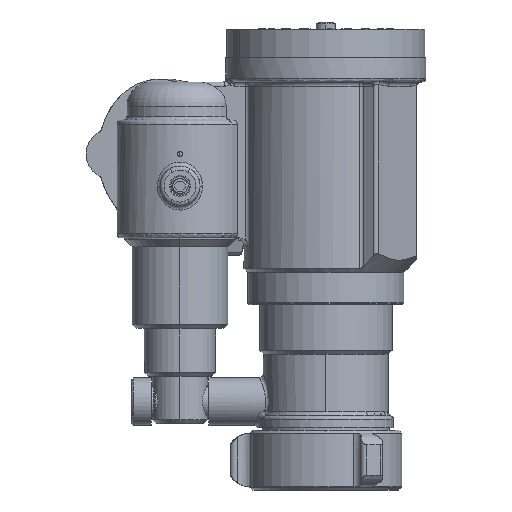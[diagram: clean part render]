
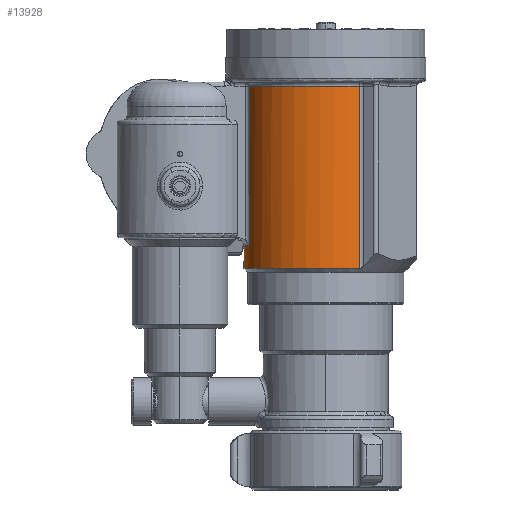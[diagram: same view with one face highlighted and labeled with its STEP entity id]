
A CAD part, left-side view. The second image highlights one B-rep face of the part: STEP entity #13928.
In plain terms, the highlighted cylindrical face has radius 32.544 mm (diameter 65.087 mm), a partial arc.
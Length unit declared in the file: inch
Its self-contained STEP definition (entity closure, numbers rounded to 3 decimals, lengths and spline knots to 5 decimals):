
#10420=CARTESIAN_POINT('',(0.,0.,0.39651));
#10421=DIRECTION('',(0.,0.,-1.));
#10422=DIRECTION('',(0.,1.,0.));
#10423=AXIS2_PLACEMENT_3D('',#10420,#10421,#10422);
#10425=CARTESIAN_POINT('',(1.20077,0.44695,
0.39651));
#10426=CARTESIAN_POINT('',(1.20077,0.44695,
1.34697));
#10427=CARTESIAN_POINT('',(1.20069,0.44715,
2.29742));
#10428=CARTESIAN_POINT('',(1.20069,0.44715,3.24788));
#10430=CARTESIAN_POINT('',(0.,0.,3.24788));
#10431=DIRECTION('',(0.,0.,-1.));
#10432=DIRECTION('',(0.349,0.937,0.));
#10433=AXIS2_PLACEMENT_3D('',#10430,#10431,#10432);
#10435=CARTESIAN_POINT('',(0.44695,1.20077,0.7475));
#10436=CARTESIAN_POINT('',(0.44695,1.20077,
1.58096));
#10437=CARTESIAN_POINT('',(0.44714,1.20069,
2.41442));
#10438=CARTESIAN_POINT('',(0.44714,1.20069,3.24788));
#10440=CARTESIAN_POINT('',(-0.44715,1.20069,3.24788));
#10441=CARTESIAN_POINT('',(-0.44715,1.20069,
2.41442));
#10442=CARTESIAN_POINT('',(-0.44695,1.20077,
1.58096));
#10443=CARTESIAN_POINT('',(-0.44695,1.20077,0.7475));
#10445=CARTESIAN_POINT('',(0.,0.,3.24788));
#10446=DIRECTION('',(0.,0.,-1.));
#10447=DIRECTION('',(-0.912,-0.41,0.));
#10448=AXIS2_PLACEMENT_3D('',#10445,#10446,#10447);
#10450=DIRECTION('',(0.,0.,-1.));
#10451=VECTOR('',#10450,2.85136);
#10452=CARTESIAN_POINT('',(-1.16832,-0.52574,3.24788));
#10453=LINE('',#10452,#10451);
#10454=CARTESIAN_POINT('',(0.,0.,0.39651));
#10455=DIRECTION('',(0.,0.,-1.));
#10456=DIRECTION('',(-0.912,-0.41,0.));
#10457=AXIS2_PLACEMENT_3D('',#10454,#10455,#10456);
#11755=CARTESIAN_POINT('',(0.,0.,0.7475));
#11756=DIRECTION('',(0.,0.,-1.));
#11757=DIRECTION('',(-0.349,0.937,0.));
#11758=AXIS2_PLACEMENT_3D('',#11755,#11756,#11757);
#11875=CARTESIAN_POINT('',(-0.44695,1.20077,0.7475));
#13483=VERTEX_POINT('',#11875);
#13499=CARTESIAN_POINT('',(0.44695,1.20077,0.7475));
#13500=VERTEX_POINT('',#13499);
#13551=CARTESIAN_POINT('',(0.44703,1.20074,3.24788));
#13552=CARTESIAN_POINT('',(1.20073,0.44704,3.24788));
#13553=VERTEX_POINT('',#13551);
#13554=VERTEX_POINT('',#13552);
#13584=CARTESIAN_POINT('',(-1.1684,-0.52578,3.24788));
#13585=CARTESIAN_POINT('',(-0.44704,1.20073,3.24788));
#13586=VERTEX_POINT('',#13584);
#13587=VERTEX_POINT('',#13585);
#13786=CARTESIAN_POINT('',(0.,1.28125,0.39651));
#13787=CARTESIAN_POINT('',(1.20077,0.44695,
0.39651));
#13788=VERTEX_POINT('',#13786);
#13789=VERTEX_POINT('',#13787);
#13794=CARTESIAN_POINT('',(-1.1684,-0.52578,
0.39651));
#13795=VERTEX_POINT('',#13794);
#13903=CARTESIAN_POINT('',(0.,0.,4.2765));
#13904=DIRECTION('',(0.,0.,-1.));
#13905=DIRECTION('',(0.,-1.,0.));
#13906=AXIS2_PLACEMENT_3D('',#13903,#13904,#13905);
#13907=CYLINDRICAL_SURFACE('',#13906,1.28125);
#13909=ORIENTED_EDGE('',*,*,#13908,.T.);
#13911=ORIENTED_EDGE('',*,*,#13910,.T.);
#13913=ORIENTED_EDGE('',*,*,#13912,.F.);
#13915=ORIENTED_EDGE('',*,*,#13914,.F.);
#13917=ORIENTED_EDGE('',*,*,#13916,.F.);
#13919=ORIENTED_EDGE('',*,*,#13918,.F.);
#13921=ORIENTED_EDGE('',*,*,#13920,.F.);
#13923=ORIENTED_EDGE('',*,*,#13922,.T.);
#13925=ORIENTED_EDGE('',*,*,#13924,.T.);
#13926=EDGE_LOOP('',(#13909,#13911,#13913,#13915,#13917,#13919,#13921,#13923,
#13925));
#13927=FACE_OUTER_BOUND('',#13926,.F.);
#10424=CIRCLE('',#10423,1.28125);
#10429=B_SPLINE_CURVE_WITH_KNOTS('',3,(#10425,#10426,#10427,#10428),
.UNSPECIFIED.,.F.,.F.,(4,4),(0.,1.),.UNSPECIFIED.);
#10434=CIRCLE('',#10433,1.28125);
#10439=B_SPLINE_CURVE_WITH_KNOTS('',3,(#10435,#10436,#10437,#10438),
.UNSPECIFIED.,.F.,.F.,(4,4),(0.,1.),.UNSPECIFIED.);
#10444=B_SPLINE_CURVE_WITH_KNOTS('',3,(#10440,#10441,#10442,#10443),
.UNSPECIFIED.,.F.,.F.,(4,4),(0.,1.),.UNSPECIFIED.);
#10449=CIRCLE('',#10448,1.28125);
#10458=CIRCLE('',#10457,1.28125);
#11759=CIRCLE('',#11758,1.28125);
#13908=EDGE_CURVE('',#13788,#13789,#10424,.T.);
#13910=EDGE_CURVE('',#13789,#13554,#10429,.T.);
#13912=EDGE_CURVE('',#13553,#13554,#10434,.T.);
#13914=EDGE_CURVE('',#13500,#13553,#10439,.T.);
#13916=EDGE_CURVE('',#13483,#13500,#11759,.T.);
#13918=EDGE_CURVE('',#13587,#13483,#10444,.T.);
#13920=EDGE_CURVE('',#13586,#13587,#10449,.T.);
#13922=EDGE_CURVE('',#13586,#13795,#10453,.T.);
#13924=EDGE_CURVE('',#13795,#13788,#10458,.T.);
#13928=ADVANCED_FACE('',(#13927),#13907,.T.);
